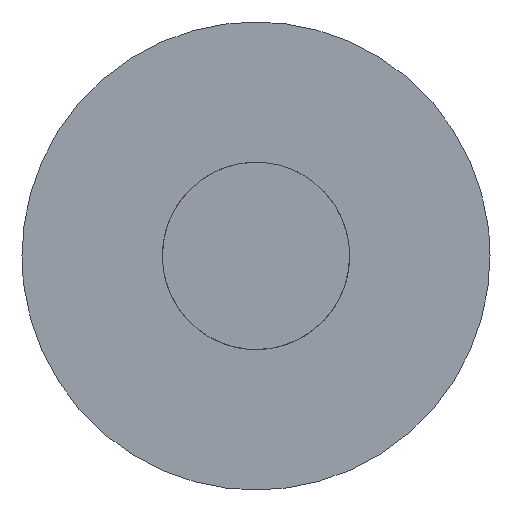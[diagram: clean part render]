
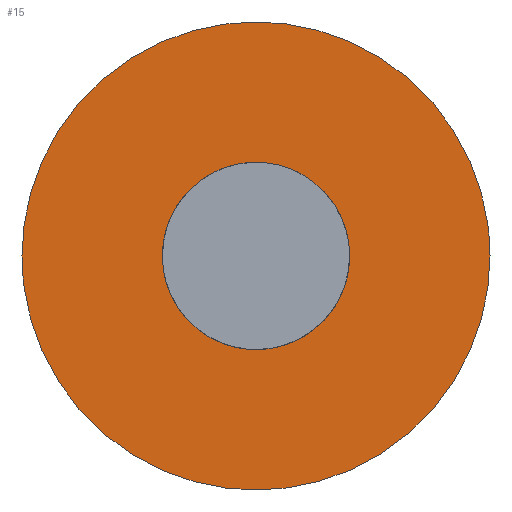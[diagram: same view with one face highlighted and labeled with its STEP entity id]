
A CAD part, top view. The second image highlights one B-rep face of the part: STEP entity #15.
In plain terms, the highlighted planar face has unit normal (0, 0, 1).
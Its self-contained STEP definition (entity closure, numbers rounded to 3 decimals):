
#15=ADVANCED_FACE('',(#25,#24),#124,.T.);
#24=FACE_BOUND('',#35,.T.);
#25=FACE_OUTER_BOUND('',#34,.T.);
#34=EDGE_LOOP('',(#44,#45));
#35=EDGE_LOOP('',(#46,#47));
#44=ORIENTED_EDGE('',*,*,#86,.F.);
#45=ORIENTED_EDGE('',*,*,#81,.F.);
#46=ORIENTED_EDGE('',*,*,#90,.F.);
#47=ORIENTED_EDGE('',*,*,#80,.F.);
#80=EDGE_CURVE('',#111,#117,#95,.T.);
#81=EDGE_CURVE('',#108,#113,#96,.T.);
#86=EDGE_CURVE('',#113,#108,#100,.T.);
#90=EDGE_CURVE('',#117,#111,#104,.T.);
#95=(
BOUNDED_CURVE()
B_SPLINE_CURVE(2,(#257,#258,#259,#260,#261),.UNSPECIFIED.,.F.,.F.)
B_SPLINE_CURVE_WITH_KNOTS((3,2,3),(-12.566,-9.425,
-6.283),.UNSPECIFIED.)
CURVE()
GEOMETRIC_REPRESENTATION_ITEM()
RATIONAL_B_SPLINE_CURVE((1.,0.707,1.,0.707,1.))
REPRESENTATION_ITEM('')
);
#96=(
BOUNDED_CURVE()
B_SPLINE_CURVE(2,(#262,#263,#264,#265,#266),.UNSPECIFIED.,.F.,.F.)
B_SPLINE_CURVE_WITH_KNOTS((3,2,3),(0.,1.571,3.142),
 .UNSPECIFIED.)
CURVE()
GEOMETRIC_REPRESENTATION_ITEM()
RATIONAL_B_SPLINE_CURVE((1.,0.707,1.,0.707,1.))
REPRESENTATION_ITEM('')
);
#100=(
BOUNDED_CURVE()
B_SPLINE_CURVE(2,(#281,#282,#283,#284,#285),.UNSPECIFIED.,.F.,.F.)
B_SPLINE_CURVE_WITH_KNOTS((3,2,3),(3.142,4.712,6.283),
 .UNSPECIFIED.)
CURVE()
GEOMETRIC_REPRESENTATION_ITEM()
RATIONAL_B_SPLINE_CURVE((1.,0.707,1.,0.707,1.))
REPRESENTATION_ITEM('')
);
#104=(
BOUNDED_CURVE()
B_SPLINE_CURVE(2,(#296,#297,#298,#299,#300),.UNSPECIFIED.,.F.,.F.)
B_SPLINE_CURVE_WITH_KNOTS((3,2,3),(-6.283,-3.142,
0.),.UNSPECIFIED.)
CURVE()
GEOMETRIC_REPRESENTATION_ITEM()
RATIONAL_B_SPLINE_CURVE((1.,0.707,1.,0.707,1.))
REPRESENTATION_ITEM('')
);
#108=VERTEX_POINT('',#232);
#111=VERTEX_POINT('',#235);
#113=VERTEX_POINT('',#237);
#117=VERTEX_POINT('',#241);
#124=PLANE('',#147);
#147=AXIS2_PLACEMENT_3D('',#159,#153,$);
#153=DIRECTION('',(0.,0.,1.));
#159=CARTESIAN_POINT('',(-137.469,-159.267,-50.));
#232=CARTESIAN_POINT('',(-157.469,-169.267,-50.));
#235=CARTESIAN_POINT('',(-143.469,-169.267,-50.));
#237=CARTESIAN_POINT('',(-137.469,-169.267,-50.));
#241=CARTESIAN_POINT('',(-151.469,-169.267,-50.));
#257=CARTESIAN_POINT('',(-143.469,-169.267,-50.));
#258=CARTESIAN_POINT('',(-143.469,-165.267,-50.));
#259=CARTESIAN_POINT('',(-147.469,-165.267,-50.));
#260=CARTESIAN_POINT('',(-151.469,-165.267,-50.));
#261=CARTESIAN_POINT('',(-151.469,-169.267,-50.));
#262=CARTESIAN_POINT('',(-157.469,-169.267,-50.));
#263=CARTESIAN_POINT('',(-157.469,-159.267,-50.));
#264=CARTESIAN_POINT('',(-147.469,-159.267,-50.));
#265=CARTESIAN_POINT('',(-137.469,-159.267,-50.));
#266=CARTESIAN_POINT('',(-137.469,-169.267,-50.));
#281=CARTESIAN_POINT('',(-137.469,-169.267,-50.));
#282=CARTESIAN_POINT('',(-137.469,-179.267,-50.));
#283=CARTESIAN_POINT('',(-147.469,-179.267,-50.));
#284=CARTESIAN_POINT('',(-157.469,-179.267,-50.));
#285=CARTESIAN_POINT('',(-157.469,-169.267,-50.));
#296=CARTESIAN_POINT('',(-151.469,-169.267,-50.));
#297=CARTESIAN_POINT('',(-151.469,-173.267,-50.));
#298=CARTESIAN_POINT('',(-147.469,-173.267,-50.));
#299=CARTESIAN_POINT('',(-143.469,-173.267,-50.));
#300=CARTESIAN_POINT('',(-143.469,-169.267,-50.));
